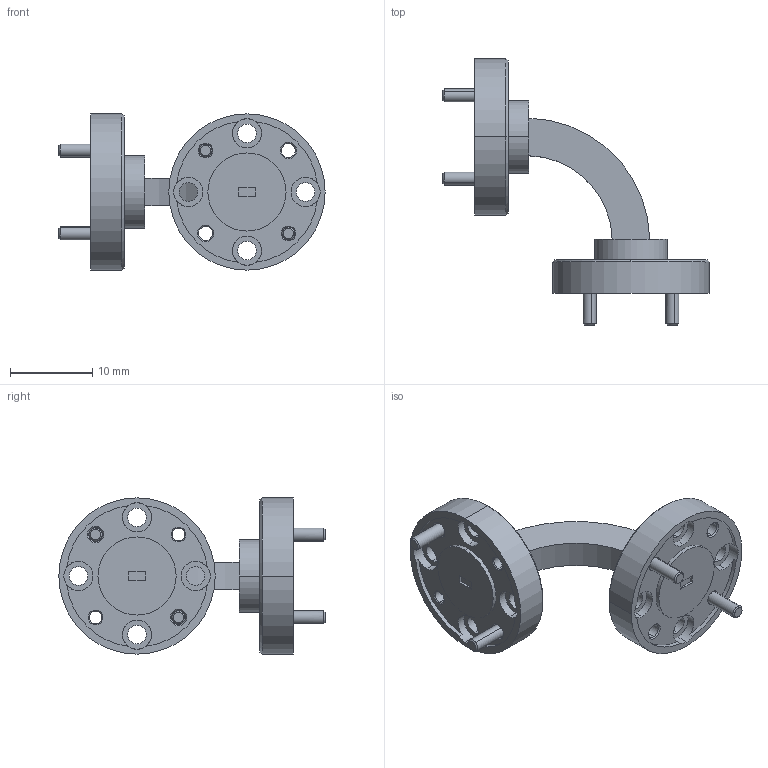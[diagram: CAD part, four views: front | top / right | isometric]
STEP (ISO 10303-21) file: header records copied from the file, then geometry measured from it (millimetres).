
FILE_DESCRIPTION (( 'STEP AP214' ), '1' );
FILE_NAME ('WB-HF-A, Defeatured.STEP', '2023-07-19T19:12:56', ( '' ), ( '' ), 'SwSTEP 2.0', 'SolidWorks 2021', '' );
FILE_SCHEMA (( 'AUTOMOTIVE_DESIGN' ));
Length unit declared in the file: inch
Products named in the file (1): WB-HF-A, Defeatured
Bounding box: 32.45 x 32.45 x 19.05 mm (x, y, z)
Volume: 2592.9 mm3; surface area: 2500.2 mm2
Topology: 3 solids, 3 shells, 152 faces, 370 edges, 238 vertices
Faces by surface type: cylinder 78, plane 38, cone 36
Entity records: 6612 total; most frequent: DIRECTION 894, CARTESIAN_POINT 761, ORIENTED_EDGE 740, AXIS2_PLACEMENT_3D 371, EDGE_CURVE 370, VERTEX_POINT 238, CIRCLE 218, EDGE_LOOP 194
